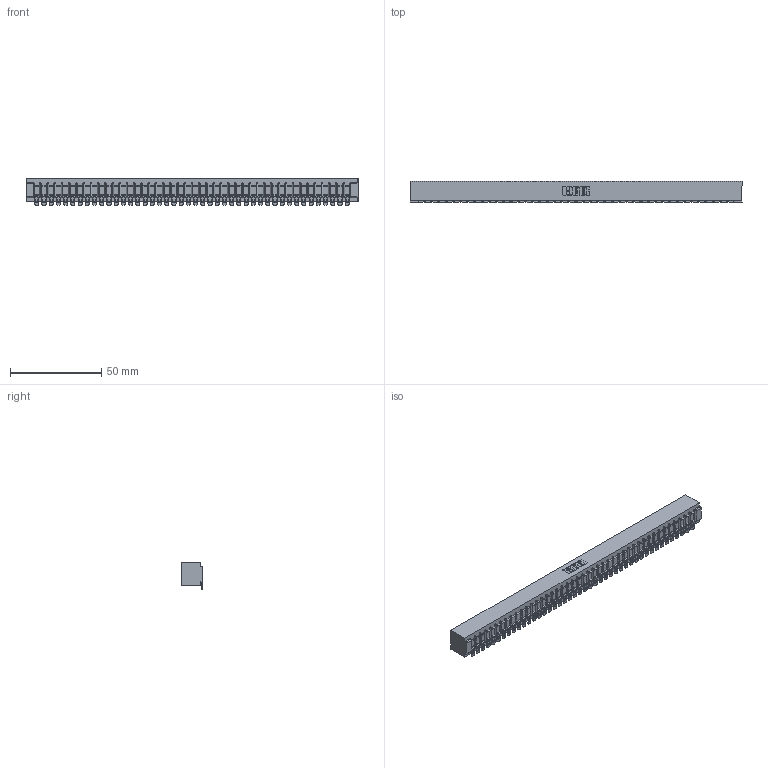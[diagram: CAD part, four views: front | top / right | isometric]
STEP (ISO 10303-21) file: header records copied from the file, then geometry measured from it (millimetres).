
FILE_DESCRIPTION (( 'STEP AP203' ), '1' );
FILE_NAME ('357-044-454-101.STEP', '2020-10-03T16:20:16', ( '' ), ( '' ), 'SwSTEP 2.0', 'SolidWorks 2020', '' );
FILE_SCHEMA (( 'CONFIG_CONTROL_DESIGN' ));
Length unit declared in the file: inch
Products named in the file (3): 307-290-002_554; 357-044-454-101; 307 Part_No Mounting Lugs
Assembly tree (45 placements, depth 2):
  357-044-454-101
    307 Part_No Mounting Lugs
    307-290-002_554  x44
Bounding box: 182.22 x 12.01 x 14.52 mm (x, y, z)
Volume: 20088.3 mm3; surface area: 25821 mm2
Topology: 45 solids, 45 shells, 3719 faces, 11431 edges, 7498 vertices
Faces by surface type: plane 2090, cylinder 1539, sphere 90
Entity records: 38161 total; most frequent: CARTESIAN_POINT 6438, ORIENTED_EDGE 6428, DIRECTION 6258, EDGE_CURVE 3214, LINE 2458, VECTOR 2458, VERTEX_POINT 2080, AXIS2_PLACEMENT_3D 1900
